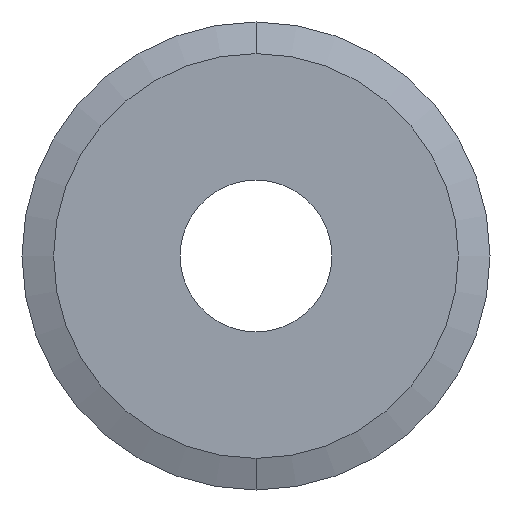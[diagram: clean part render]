
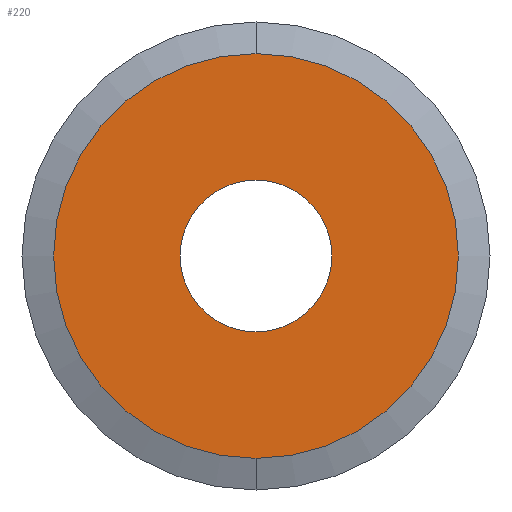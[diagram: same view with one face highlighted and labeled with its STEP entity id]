
A CAD part, front view. The second image highlights one B-rep face of the part: STEP entity #220.
In plain terms, the highlighted planar face has unit normal (0, -1, 0).
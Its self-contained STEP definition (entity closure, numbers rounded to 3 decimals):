
#1 = CARTESIAN_POINT ( 'NONE',  ( 0., -45.7, 0. ) ) ;
#17 = EDGE_CURVE ( 'NONE', #628, #611, #509, .T. ) ;
#30 = PLANE ( 'NONE',  #244 ) ;
#61 = DIRECTION ( 'NONE',  ( 0., 0., 1. ) ) ;
#63 = EDGE_CURVE ( 'NONE', #611, #628, #493, .T. ) ;
#82 = CARTESIAN_POINT ( 'NONE',  ( 0., -45.7, 3. ) ) ;
#96 = AXIS2_PLACEMENT_3D ( 'NONE', #141, #103, #379 ) ;
#103 = DIRECTION ( 'NONE',  ( 0., -1., 0. ) ) ;
#111 = EDGE_LOOP ( 'NONE', ( #683, #575 ) ) ;
#120 = DIRECTION ( 'NONE',  ( 0., -1., 0. ) ) ;
#141 = CARTESIAN_POINT ( 'NONE',  ( 0., -45.7, 0. ) ) ;
#147 = DIRECTION ( 'NONE',  ( 0., 0., 1. ) ) ;
#152 = DIRECTION ( 'NONE',  ( 0., 1., 0. ) ) ;
#161 = CARTESIAN_POINT ( 'NONE',  ( 0., -45.7, 0. ) ) ;
#185 = CARTESIAN_POINT ( 'NONE',  ( 0., -45.7, 0. ) ) ;
#205 = DIRECTION ( 'NONE',  ( 0., 1., 0. ) ) ;
#220 = ADVANCED_FACE ( 'NONE', ( #427, #406 ), #30, .F. ) ;
#223 = ORIENTED_EDGE ( 'NONE', *, *, #17, .T. ) ;
#244 = AXIS2_PLACEMENT_3D ( 'NONE', #1, #579, #645 ) ;
#299 = EDGE_CURVE ( 'NONE', #561, #346, #369, .T. ) ;
#322 = CARTESIAN_POINT ( 'NONE',  ( 0., -45.7, -8. ) ) ;
#324 = CIRCLE ( 'NONE', #646, 3. ) ;
#346 = VERTEX_POINT ( 'NONE', #82 ) ;
#353 = AXIS2_PLACEMENT_3D ( 'NONE', #517, #205, #430 ) ;
#369 = CIRCLE ( 'NONE', #353, 3. ) ;
#379 = DIRECTION ( 'NONE',  ( 0., 0., 1. ) ) ;
#398 = AXIS2_PLACEMENT_3D ( 'NONE', #161, #120, #61 ) ;
#406 = FACE_OUTER_BOUND ( 'NONE', #534, .T. ) ;
#427 = FACE_BOUND ( 'NONE', #111, .T. ) ;
#430 = DIRECTION ( 'NONE',  ( 0., 0., 1. ) ) ;
#493 = CIRCLE ( 'NONE', #398, 8. ) ;
#495 = CARTESIAN_POINT ( 'NONE',  ( 0., -45.7, -3. ) ) ;
#509 = CIRCLE ( 'NONE', #96, 8. ) ;
#510 = ORIENTED_EDGE ( 'NONE', *, *, #63, .T. ) ;
#517 = CARTESIAN_POINT ( 'NONE',  ( 0., -45.7, 0. ) ) ;
#534 = EDGE_LOOP ( 'NONE', ( #510, #223 ) ) ;
#561 = VERTEX_POINT ( 'NONE', #495 ) ;
#575 = ORIENTED_EDGE ( 'NONE', *, *, #299, .T. ) ;
#579 = DIRECTION ( 'NONE',  ( 0., 1., 0. ) ) ;
#611 = VERTEX_POINT ( 'NONE', #625 ) ;
#625 = CARTESIAN_POINT ( 'NONE',  ( 0., -45.7, 8. ) ) ;
#628 = VERTEX_POINT ( 'NONE', #322 ) ;
#630 = EDGE_CURVE ( 'NONE', #346, #561, #324, .T. ) ;
#645 = DIRECTION ( 'NONE',  ( 0., 0., 1. ) ) ;
#646 = AXIS2_PLACEMENT_3D ( 'NONE', #185, #152, #147 ) ;
#683 = ORIENTED_EDGE ( 'NONE', *, *, #630, .T. ) ;
